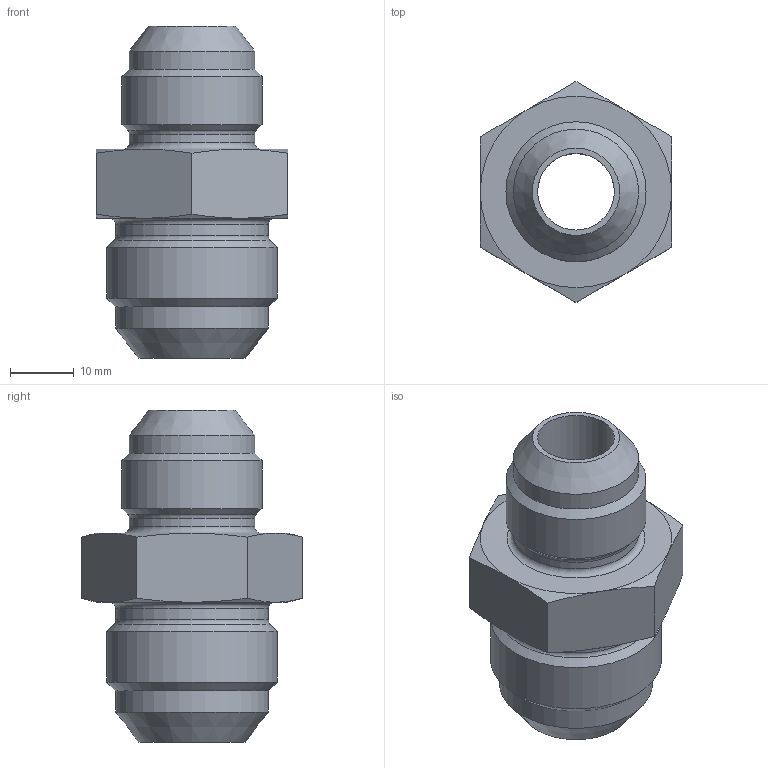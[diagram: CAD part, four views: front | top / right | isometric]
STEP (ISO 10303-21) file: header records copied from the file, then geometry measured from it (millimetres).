
FILE_DESCRIPTION((''),'2;1');
FILE_NAME('30312015.stp','2016-12-20T18:56:02',(''),('KNOMI spol. s r. o.'),'Autodesk Inventor 2012','Autodesk Inventor 2012','');
FILE_SCHEMA(('AUTOMOTIVE_DESIGN { 1 2 10303 214 0 1 1 1 }'));
Length unit declared in the file: millimetre
Products named in the file (1): PS37UNF 1 1/16-12 / 7/8-14
Bounding box: 30 x 34.64 x 52 mm (x, y, z)
Volume: 16958.8 mm3; surface area: 7376.8 mm2
Topology: 1 solids, 1 shells, 41 faces, 84 edges, 47 vertices
Faces by surface type: cone 19, plane 10, cylinder 8, torus 4
Full cylindrical faces by diameter (mm): 12 x1, 15.5 x1, 19.61 x2, 21.95 x1, 23.95 x2, 26.73 x1
Entity records: 958 total; most frequent: CARTESIAN_POINT 200, DIRECTION 158, ORIENTED_EDGE 128, AXIS2_PLACEMENT_3D 76, EDGE_CURVE 64, EDGE_LOOP 64, VERTEX_POINT 46, FACE_OUTER_BOUND 41
